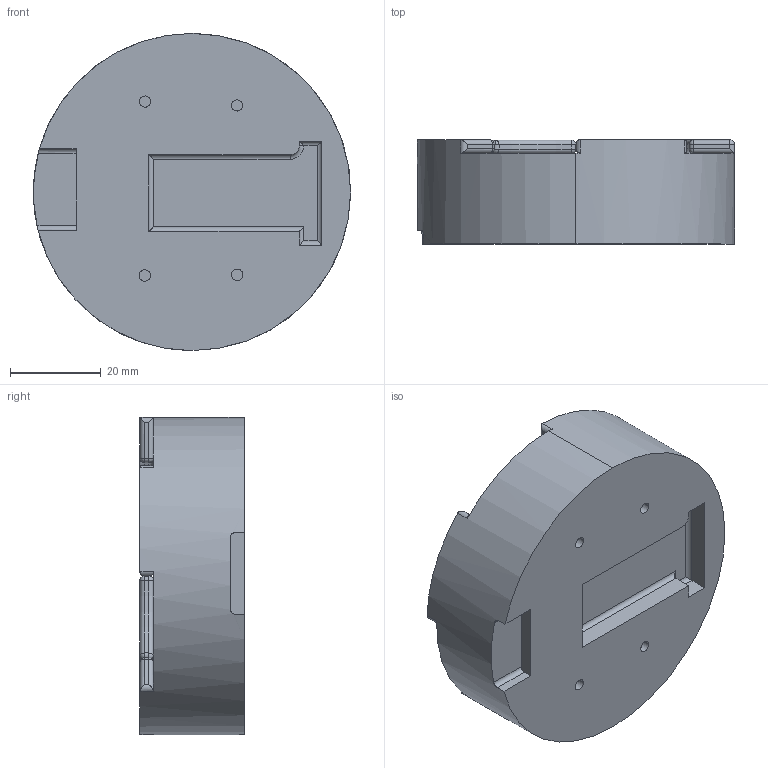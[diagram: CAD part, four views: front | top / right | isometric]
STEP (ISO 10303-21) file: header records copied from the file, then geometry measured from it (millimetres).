
FILE_DESCRIPTION (( 'STEP AP203' ), '1' );
FILE_NAME ('下座.STEP', '2022-12-08T15:59:51', ( '' ), ( '' ), 'SwSTEP 2.0', 'SolidWorks 2022', '' );
FILE_SCHEMA (( 'CONFIG_CONTROL_DESIGN' ));
Length unit declared in the file: millimetre
Products named in the file (1): 下座
Bounding box: 69.99 x 23 x 70 mm (x, y, z)
Volume: 75770.5 mm3; surface area: 13777 mm2
Topology: 1 solids, 1 shells, 121 faces, 293 edges, 165 vertices
Faces by surface type: cylinder 60, plane 31, sphere 20, torus 10
Entity records: 3445 total; most frequent: CARTESIAN_POINT 644, DIRECTION 621, ORIENTED_EDGE 548, EDGE_CURVE 274, AXIS2_PLACEMENT_3D 250, VERTEX_POINT 160, CIRCLE 128, EDGE_LOOP 126
